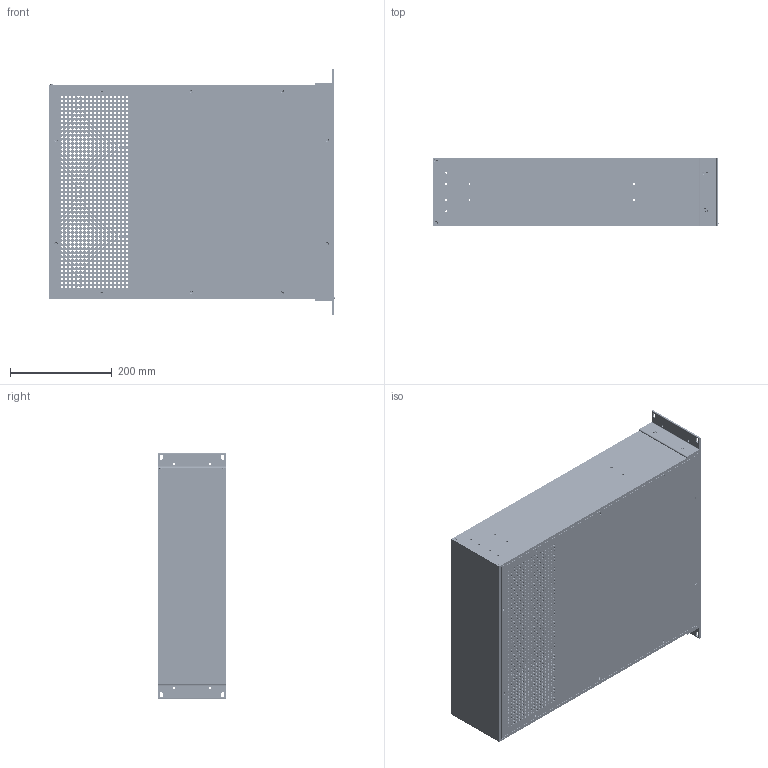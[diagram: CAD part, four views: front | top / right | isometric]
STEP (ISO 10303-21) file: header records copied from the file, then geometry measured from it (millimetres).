
FILE_DESCRIPTION (( 'STEP AP214' ), '1' );
FILE_NAME ('RM3U1922VBK.STEP', '2021-09-11T11:50:20', ( '' ), ( '' ), 'SwSTEP 2.0', 'SolidWorks 2021', '' );
FILE_SCHEMA (( 'AUTOMOTIVE_DESIGN' ));
Length unit declared in the file: inch
Products named in the file (1): RM3U1922VBK
Bounding box: 560.43 x 132.61 x 482.61 mm (x, y, z)
Volume: 1789224.5 mm3; surface area: 1583405.3 mm2
Topology: 60 solids, 60 shells, 3916 faces, 10572 edges, 6732 vertices
Faces by surface type: cylinder 2176, plane 952, bspline 400, cone 308, torus 80
Full cylindrical faces by diameter (mm): 2.845 x20, 3.5 x8, 3.505 x8, 3.962 x8, 3.988 x4, 4 x20, 4.039 x12, 4.064 x20, 4.2 x12, 4.3 x8, 4.496 x1632, 4.826 x4, 5 x4, 5.08 x20, 6.045 x8, 9.144 x4
Entity records: 182261 total; most frequent: CARTESIAN_POINT 32761, DIRECTION 20110, ORIENTED_EDGE 16808, EDGE_LOOP 9364, AXIS2_PLACEMENT_3D 8885, EDGE_CURVE 8404, VERTEX_POINT 6552, FACE_OUTER_BOUND 5708
